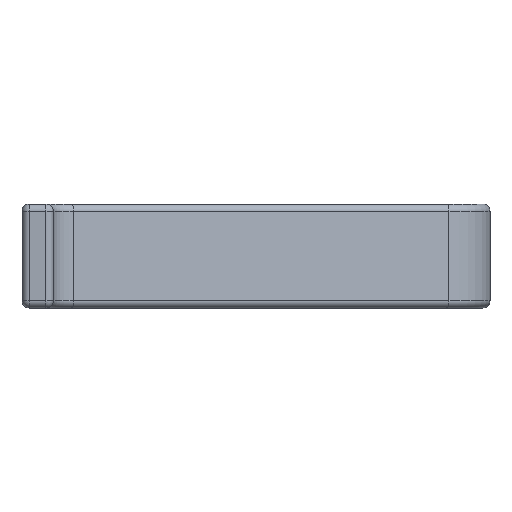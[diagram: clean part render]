
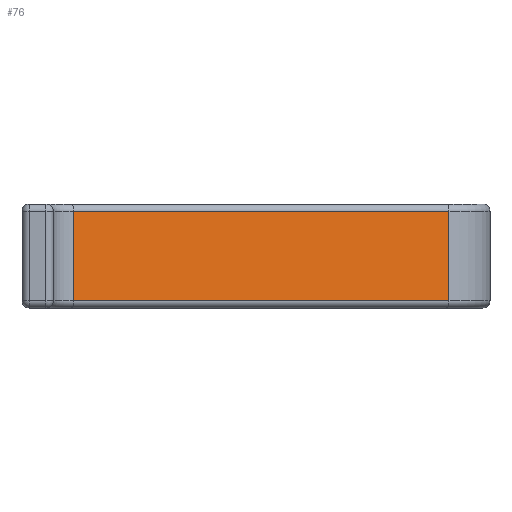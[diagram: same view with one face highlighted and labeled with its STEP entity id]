
A CAD part, left-side view. The second image highlights one B-rep face of the part: STEP entity #76.
In plain terms, the highlighted planar face has unit normal (-0.94, -0.342, 0).
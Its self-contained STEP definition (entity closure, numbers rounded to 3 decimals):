
#8 = CARTESIAN_POINT ( 'NONE',  ( -111.181, 37.026, -10. ) ) ;
#20 = VECTOR ( 'NONE', #404, 1000. ) ;
#25 = VERTEX_POINT ( 'NONE', #1354 ) ;
#31 = ORIENTED_EDGE ( 'NONE', *, *, #731, .T. ) ;
#76 = ADVANCED_FACE ( 'NONE', ( #730 ), #167, .T. ) ;
#130 = EDGE_LOOP ( 'NONE', ( #1452, #573, #1042, #31 ) ) ;
#167 = PLANE ( 'NONE',  #818 ) ;
#254 = CARTESIAN_POINT ( 'NONE',  ( -98.05, 0.948, -0.7 ) ) ;
#262 = EDGE_CURVE ( 'NONE', #1236, #946, #664, .T. ) ;
#282 = CARTESIAN_POINT ( 'NONE',  ( -111.181, 37.026, -0.7 ) ) ;
#357 = DIRECTION ( 'NONE',  ( 0., 0., -1. ) ) ;
#404 = DIRECTION ( 'NONE',  ( 0.342, -0.94, 0. ) ) ;
#500 = CARTESIAN_POINT ( 'NONE',  ( -98.05, 0.948, -9.3 ) ) ;
#511 = VECTOR ( 'NONE', #1353, 1000. ) ;
#573 = ORIENTED_EDGE ( 'NONE', *, *, #1116, .T. ) ;
#643 = EDGE_CURVE ( 'NONE', #855, #25, #816, .T. ) ;
#664 = LINE ( 'NONE', #906, #511 ) ;
#730 = FACE_OUTER_BOUND ( 'NONE', #130, .T. ) ;
#731 = EDGE_CURVE ( 'NONE', #946, #855, #873, .T. ) ;
#816 = LINE ( 'NONE', #8, #1176 ) ;
#818 = AXIS2_PLACEMENT_3D ( 'NONE', #1057, #830, #1300 ) ;
#830 = DIRECTION ( 'NONE',  ( -0.94, -0.342, 0. ) ) ;
#855 = VERTEX_POINT ( 'NONE', #282 ) ;
#873 = LINE ( 'NONE', #1208, #894 ) ;
#894 = VECTOR ( 'NONE', #1101, 1000. ) ;
#906 = CARTESIAN_POINT ( 'NONE',  ( -98.05, 0.948, -10. ) ) ;
#946 = VERTEX_POINT ( 'NONE', #254 ) ;
#963 = LINE ( 'NONE', #1423, #20 ) ;
#1042 = ORIENTED_EDGE ( 'NONE', *, *, #262, .T. ) ;
#1057 = CARTESIAN_POINT ( 'NONE',  ( -111.899, 39., -10. ) ) ;
#1101 = DIRECTION ( 'NONE',  ( -0.342, 0.94, 0. ) ) ;
#1116 = EDGE_CURVE ( 'NONE', #25, #1236, #963, .T. ) ;
#1176 = VECTOR ( 'NONE', #357, 1000. ) ;
#1208 = CARTESIAN_POINT ( 'NONE',  ( -111.899, 39., -0.7 ) ) ;
#1236 = VERTEX_POINT ( 'NONE', #500 ) ;
#1300 = DIRECTION ( 'NONE',  ( 0.342, -0.94, 0. ) ) ;
#1353 = DIRECTION ( 'NONE',  ( 0., 0., 1. ) ) ;
#1354 = CARTESIAN_POINT ( 'NONE',  ( -111.181, 37.026, -9.3 ) ) ;
#1423 = CARTESIAN_POINT ( 'NONE',  ( -111.899, 39., -9.3 ) ) ;
#1452 = ORIENTED_EDGE ( 'NONE', *, *, #643, .T. ) ;
